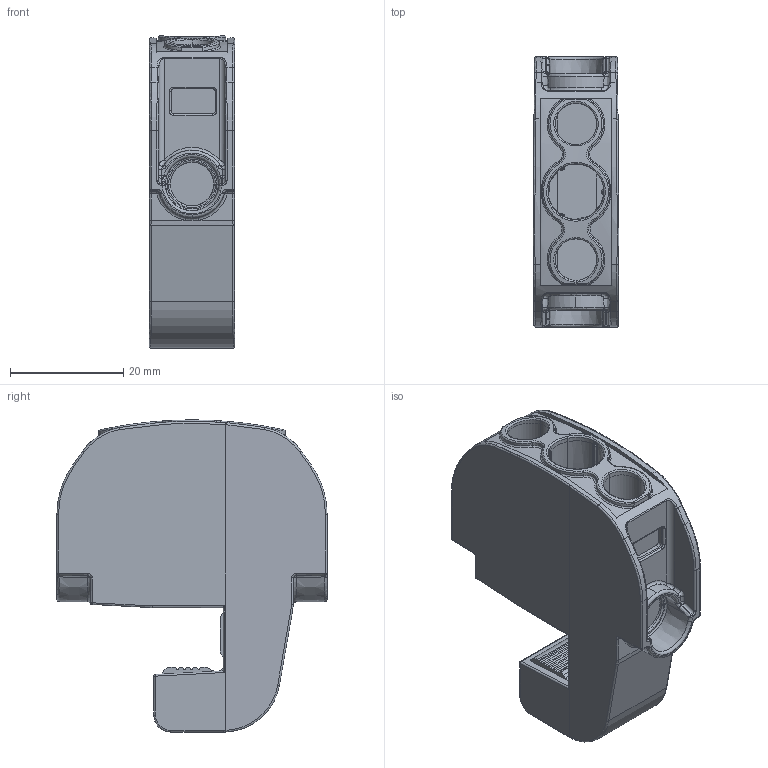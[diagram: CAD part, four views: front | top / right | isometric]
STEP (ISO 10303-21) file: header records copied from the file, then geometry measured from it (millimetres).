
FILE_DESCRIPTION(('CATIA V5 STEP Exchange','CAx-IF Rec.Pracs.--- Model Styling and Organization---1.5--- 2016-08-15','CAx-IF Rec.Pracs.---Supplemental Geometry---1.0---2011-11-01','CAx-IF Rec.Pracs.--- Composite Materials ---1.1---2010-07-15'),'2;1');
FILE_NAME ('146438-3_0', '2025-09-19T13:04:32+00:00', ('none'), ('Weidmueller'), 'CATIA Version 5-6 Release 2024 SP4', 'CATIA V5 STEP AP214 v3', 'none');
FILE_SCHEMA(('AUTOMOTIVE_DESIGN { 1 0 10303 214 1 1 1 1 }'));
Length unit declared in the file: millimetre
Products named in the file (1): 2603840000
Bounding box: 15.2 x 47.8 x 55.2 mm (x, y, z)
Volume: 22954.4 mm3; surface area: 14204.8 mm2
Topology: 4 solids, 4 shells, 558 faces, 1384 edges, 802 vertices
Faces by surface type: bspline 167, cylinder 136, plane 99, extrusion 70, sphere 31, torus 31, cone 24
Entity records: 27819 total; most frequent: CARTESIAN_POINT 17105, ORIENTED_EDGE 2690, EDGE_CURVE 1345, DIRECTION 1238, VERTEX_POINT 802, B_SPLINE_CURVE_WITH_KNOTS 723, EDGE_LOOP 577, ADVANCED_FACE 558
